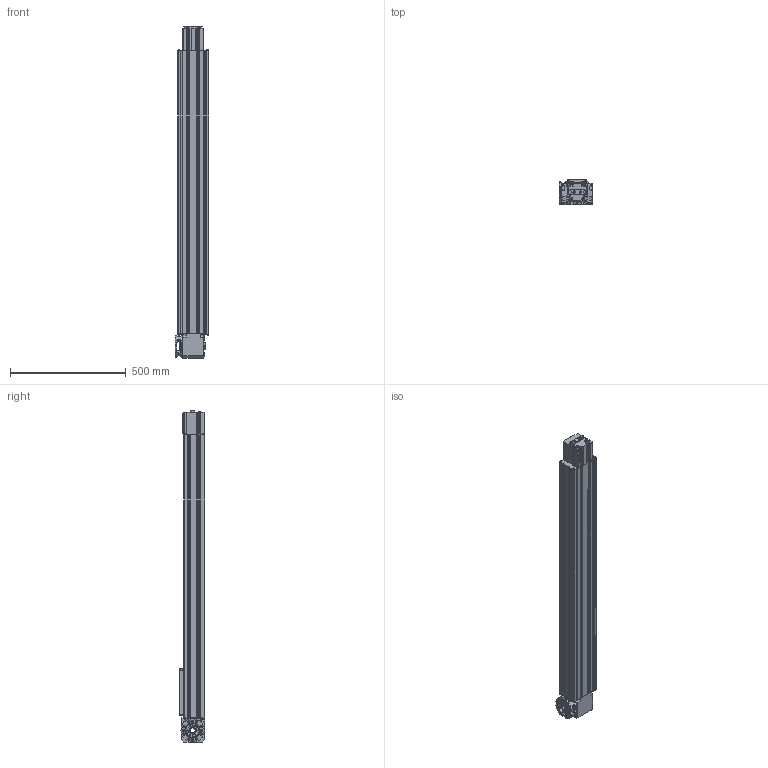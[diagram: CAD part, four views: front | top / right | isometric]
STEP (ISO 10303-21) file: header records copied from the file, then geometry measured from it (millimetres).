
FILE_DESCRIPTION(/* description */ ('','CAx-IF Rec.Pracs.---Representation and Presentation of Product Manufacturing Information (PMI)---4.0---2014-10-13'),/* implementation_level */ '2;1');
FILE_NAME(/* name */ '811.THHL CAD FILE.stp',/* time_stamp */ '2022-07-06T15:55:49+02:00',/* author */ ('Ufficio Tecnico'),/* organization */ (''),/* preprocessor_version */ 'ST-DEVELOPER v18.1',/* originating_system */ 'Autodesk Inventor 2022',/* authorisation */ '');
FILE_SCHEMA (('AP242_MANAGED_MODEL_BASED_3D_ENGINEERING_MIM_LF { 1 0 10303 442 1 1 4 }'));
Length unit declared in the file: millimetre
Products named in the file (8): 811.THHL.1000; Profilo 811.THHL; Testata di traino 811.THHL; Coperchio 811.THHL; Calettatore 811.THHL; Flangia riduttore 811.THHL; Testa condotta 811.THHl; Carro 811.THHL
Assembly tree (7 placements, depth 2):
  811.THHL.1000
    Profilo 811.THHL
    Testata di traino 811.THHL
    Coperchio 811.THHL
    Calettatore 811.THHL
    Flangia riduttore 811.THHL
    Testa condotta 811.THHl
    Carro 811.THHL
Bounding box: 145.5 x 110 x 1432 mm (x, y, z)
Volume: 14492986.7 mm3; surface area: 1272671.9 mm2
Topology: 15 solids, 21 shells, 1630 faces, 4412 edges, 2888 vertices
Faces by surface type: plane 961, cylinder 597, torus 34, cone 28, bspline 10
Full cylindrical faces by diameter (mm): 4.917 x12, 5.35 x2, 5.5 x8, 6 x24, 6.8 x6, 7 x4, 7.6 x6, 8 x8, 8.3 x4, 8.5 x16, 9.5 x22, 10 x3, 10.5 x6, 11 x3, 11.63 x4, 22 x1, 30 x2, 34 x1, 35 x2, 46 x1, 54 x1, 60 x1, 68 x3, 70 x1, 75 x2, 91 x1, 92 x3, 100 x1
Entity records: 53618 total; most frequent: CARTESIAN_POINT 10297, DIRECTION 9133, ORIENTED_EDGE 8824, EDGE_CURVE 4412, AXIS2_PLACEMENT_3D 3156, VERTEX_POINT 2888, LINE 2821, VECTOR 2821
